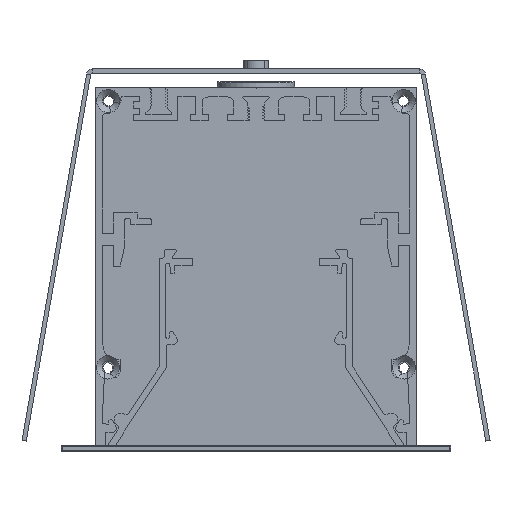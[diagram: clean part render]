
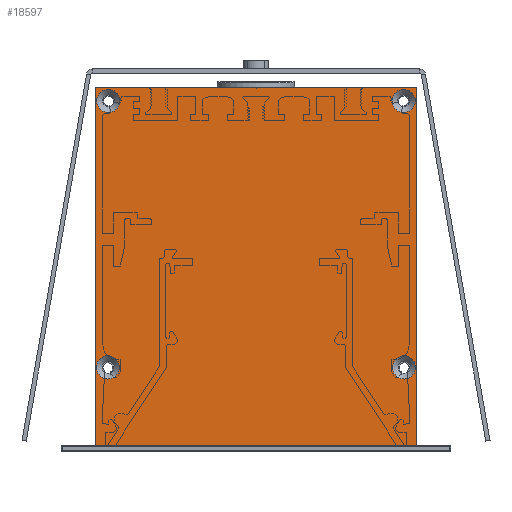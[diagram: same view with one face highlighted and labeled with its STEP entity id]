
A CAD part, front view. The second image highlights one B-rep face of the part: STEP entity #18597.
In plain terms, the highlighted planar face has unit normal (0, -1, 0).
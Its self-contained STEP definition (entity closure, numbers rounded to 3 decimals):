
#73=FACE_BOUND('',#2171,.T.);
#74=FACE_BOUND('',#2172,.T.);
#75=FACE_BOUND('',#2173,.T.);
#76=FACE_BOUND('',#2174,.T.);
#400=PLANE('',#20107);
#1187=FACE_OUTER_BOUND('',#2170,.T.);
#2170=EDGE_LOOP('',(#15146,#15147,#15148,#15149));
#2171=EDGE_LOOP('',(#15150));
#2172=EDGE_LOOP('',(#15151));
#2173=EDGE_LOOP('',(#15152));
#2174=EDGE_LOOP('',(#15153));
#3808=LINE('',#31329,#5579);
#3824=LINE('',#31386,#5595);
#3827=LINE('',#31392,#5598);
#3828=LINE('',#31393,#5599);
#5579=VECTOR('',#23880,10.);
#5595=VECTOR('',#23944,10.);
#5598=VECTOR('',#23949,10.);
#5599=VECTOR('',#23950,10.);
#6735=CIRCLE('',#20086,2.75);
#6738=CIRCLE('',#20091,2.75);
#6741=CIRCLE('',#20096,2.75);
#6744=CIRCLE('',#20101,2.75);
#8293=VERTEX_POINT('',#31326);
#8294=VERTEX_POINT('',#31328);
#8298=VERTEX_POINT('',#31341);
#8301=VERTEX_POINT('',#31351);
#8304=VERTEX_POINT('',#31361);
#8307=VERTEX_POINT('',#31371);
#8311=VERTEX_POINT('',#31385);
#8313=VERTEX_POINT('',#31391);
#10689=EDGE_CURVE('',#8294,#8293,#3808,.T.);
#10695=EDGE_CURVE('',#8298,#8298,#6735,.T.);
#10700=EDGE_CURVE('',#8301,#8301,#6738,.T.);
#10705=EDGE_CURVE('',#8304,#8304,#6741,.T.);
#10710=EDGE_CURVE('',#8307,#8307,#6744,.T.);
#10717=EDGE_CURVE('',#8311,#8294,#3824,.T.);
#10720=EDGE_CURVE('',#8293,#8313,#3827,.T.);
#10721=EDGE_CURVE('',#8313,#8311,#3828,.T.);
#15146=ORIENTED_EDGE('',*,*,#10689,.T.);
#15147=ORIENTED_EDGE('',*,*,#10720,.T.);
#15148=ORIENTED_EDGE('',*,*,#10721,.T.);
#15149=ORIENTED_EDGE('',*,*,#10717,.T.);
#15150=ORIENTED_EDGE('',*,*,#10695,.T.);
#15151=ORIENTED_EDGE('',*,*,#10700,.T.);
#15152=ORIENTED_EDGE('',*,*,#10705,.T.);
#15153=ORIENTED_EDGE('',*,*,#10710,.T.);
#18597=ADVANCED_FACE('',(#1187,#73,#74,#75,#76),#400,.T.);
#20086=AXIS2_PLACEMENT_3D('',#31342,#23892,#23893);
#20091=AXIS2_PLACEMENT_3D('',#31352,#23904,#23905);
#20096=AXIS2_PLACEMENT_3D('',#31362,#23916,#23917);
#20101=AXIS2_PLACEMENT_3D('',#31372,#23928,#23929);
#20107=AXIS2_PLACEMENT_3D('',#31390,#23947,#23948);
#23880=DIRECTION('',(1.,0.,0.));
#23892=DIRECTION('center_axis',(0.,1.,0.));
#23893=DIRECTION('ref_axis',(-1.,0.,0.));
#23904=DIRECTION('center_axis',(0.,1.,0.));
#23905=DIRECTION('ref_axis',(-1.,0.,0.));
#23916=DIRECTION('center_axis',(0.,1.,0.));
#23917=DIRECTION('ref_axis',(-1.,0.,0.));
#23928=DIRECTION('center_axis',(0.,1.,0.));
#23929=DIRECTION('ref_axis',(-1.,0.,0.));
#23944=DIRECTION('',(0.,0.,-1.));
#23947=DIRECTION('center_axis',(0.,-1.,0.));
#23948=DIRECTION('ref_axis',(0.,0.,1.));
#23949=DIRECTION('',(0.,0.,1.));
#23950=DIRECTION('',(-1.,0.,0.));
#31326=CARTESIAN_POINT('',(38.,-425.,-84.6));
#31328=CARTESIAN_POINT('',(-38.,-425.,-84.6));
#31329=CARTESIAN_POINT('',(0.,-425.,-84.6));
#31341=CARTESIAN_POINT('',(-32.15,-425.,-3.1));
#31342=CARTESIAN_POINT('Origin',(-34.9,-425.,-3.1));
#31351=CARTESIAN_POINT('',(37.75,-425.,-66.1));
#31352=CARTESIAN_POINT('Origin',(35.,-425.,-66.1));
#31361=CARTESIAN_POINT('',(-32.25,-425.,-66.1));
#31362=CARTESIAN_POINT('Origin',(-35.,-425.,-66.1));
#31371=CARTESIAN_POINT('',(37.65,-425.,-3.1));
#31372=CARTESIAN_POINT('Origin',(34.9,-425.,-3.1));
#31385=CARTESIAN_POINT('',(-38.,-425.,0.));
#31386=CARTESIAN_POINT('',(-38.,-425.,-86.));
#31390=CARTESIAN_POINT('Origin',(0.,-425.,-43.));
#31391=CARTESIAN_POINT('',(38.,-425.,0.));
#31392=CARTESIAN_POINT('',(38.,-425.,0.));
#31393=CARTESIAN_POINT('',(-38.,-425.,0.));
